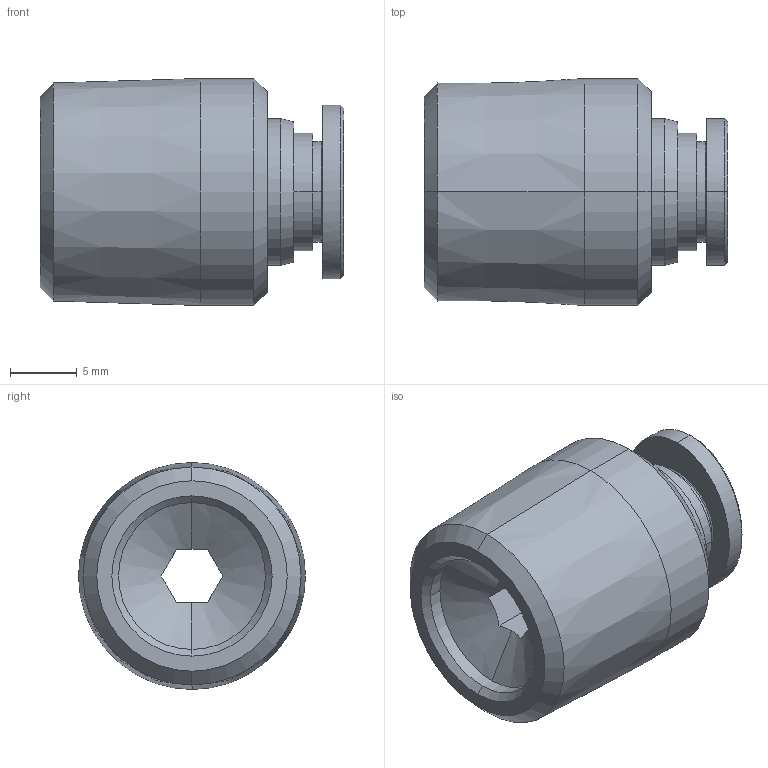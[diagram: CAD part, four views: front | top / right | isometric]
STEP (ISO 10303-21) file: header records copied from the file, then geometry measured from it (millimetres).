
FILE_DESCRIPTION (( 'STEP AP214' ), '1' );
FILE_NAME ('POC06-03.stp', '2015-10-20T14:59:19', ( '' ), ( '' ), 'SwSTEP 2.0', 'SolidWorks 2015', '' );
FILE_SCHEMA (( 'AUTOMOTIVE_DESIGN' ));
Length unit declared in the file: millimetre
Products named in the file (2): POC06-03; ｦ+ﾃｦ1
Assembly tree (1 placements, depth 2):
  POC06-03
    ｦ+ﾃｦ1
Bounding box: 22.75 x 17 x 17 mm (x, y, z)
Volume: 3409 mm3; surface area: 1959.7 mm2
Topology: 1 solids, 1 shells, 244 faces, 671 edges, 444 vertices
Faces by surface type: plane 177, bspline 32, cylinder 21, cone 14
Entity records: 9244 total; most frequent: CARTESIAN_POINT 2911, ORIENTED_EDGE 1342, DIRECTION 1075, EDGE_CURVE 671, LINE 527, VECTOR 527, VERTEX_POINT 444, AXIS2_PLACEMENT_3D 274
